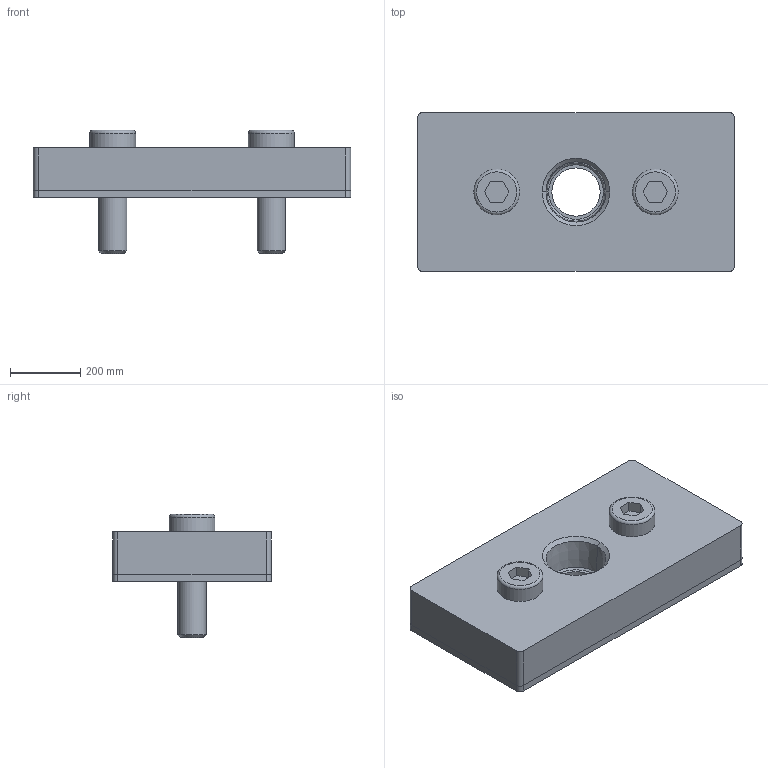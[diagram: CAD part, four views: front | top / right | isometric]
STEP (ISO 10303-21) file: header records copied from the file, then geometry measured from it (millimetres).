
FILE_DESCRIPTION(/* description */ (''),/* implementation_level */ '2;1');
FILE_NAME(/* name */ '32-459038N-1.stp',/* time_stamp */ '2024-08-27T15:58:26-04:00',/* author */ ('esanner'),/* organization */ (''),/* preprocessor_version */ 'ST-DEVELOPER v19',/* originating_system */ 'AutoCAD Mechanical',/* authorisation */ '');
FILE_SCHEMA (('AUTOMOTIVE_DESIGN { 1 0 10303 214 3 1 1 }'));
Length unit declared in the file: centimetre
Products named in the file (2): Product; 32-459038N-1
Assembly tree (1 placements, depth 2):
  Product
    32-459038N-1
Bounding box: 900 x 450 x 350 mm (x, y, z)
Volume: 55476010.8 mm3; surface area: 2217690.4 mm2
Topology: 4 solids, 4 shells, 62 faces, 141 edges, 92 vertices
Faces by surface type: plane 33, cylinder 19, cone 8, torus 2
Full cylindrical faces by diameter (mm): 80 x2, 90 x4, 130 x2, 250 x1
Entity records: 1815 total; most frequent: DIRECTION 325, CARTESIAN_POINT 298, ORIENTED_EDGE 282, EDGE_CURVE 141, AXIS2_PLACEMENT_3D 119, VERTEX_POINT 92, LINE 87, VECTOR 87
